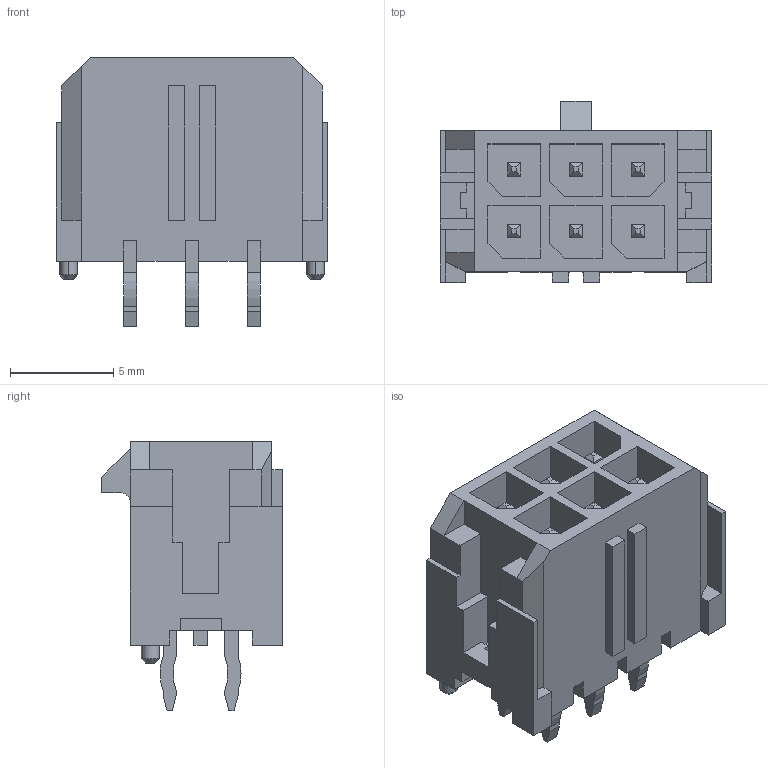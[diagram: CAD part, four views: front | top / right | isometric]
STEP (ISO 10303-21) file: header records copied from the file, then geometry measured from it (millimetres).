
FILE_DESCRIPTION (( 'STEP AP214' ), '1' );
FILE_NAME ('MOLEX_43045-0614.STEP', '2015-04-12T21:58:16', ( '' ), ( '' ), '', '', '' );
FILE_SCHEMA (( '' ));
Length unit declared in the file: millimetre
Products named in the file (1): MOLEX_43045-0614
Bounding box: 13.15 x 8.77 x 13.09 mm (x, y, z)
Volume: 566.4 mm3; surface area: 1304.9 mm2
Topology: 2 solids, 2 shells, 288 faces, 771 edges, 498 vertices
Faces by surface type: plane 267, cylinder 17, cone 4
Entity records: 9366 total; most frequent: CARTESIAN_POINT 1558, ORIENTED_EDGE 1542, DIRECTION 1391, EDGE_CURVE 771, LINE 729, VECTOR 729, VERTEX_POINT 498, AXIS2_PLACEMENT_3D 331
